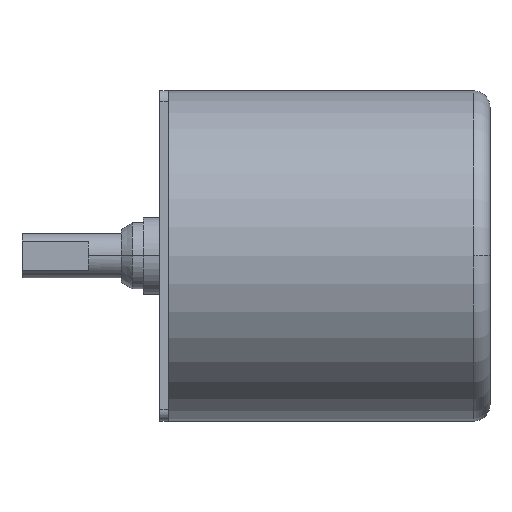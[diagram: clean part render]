
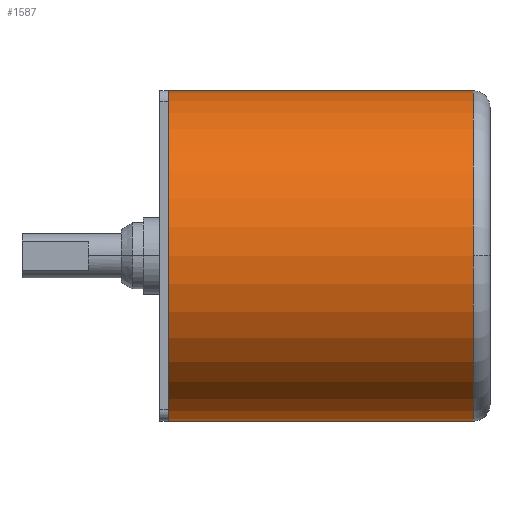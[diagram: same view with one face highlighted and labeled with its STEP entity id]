
A CAD part, top view. The second image highlights one B-rep face of the part: STEP entity #1587.
In plain terms, the highlighted cylindrical face has radius 30 mm (diameter 60 mm), a partial arc.
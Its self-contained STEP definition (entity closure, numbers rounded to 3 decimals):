
#659=CARTESIAN_POINT('POINT339',(1.6,30.,-10.));
#660=VERTEX_POINT('VERTEX339',#659);
#727=CARTESIAN_POINT('POINT344',(1.6,0.,
   20.));
#728=VERTEX_POINT('VERTEX344',#727);
#1076=CARTESIAN_POINT('POINT369',(1.6,-30.,-10.));
#1077=VERTEX_POINT('VERTEX369',#1076);
#1123=CARTESIAN_POINT('POS551',(1.6,0.,-10.));
#1124=DIRECTION('DIR851',(1.,0.,0.));
#1125=DIRECTION('DIR852',(0.,0.,-1.));
#1126=AXIS2_PLACEMENT_3D('AXIS301',#1123,#1124,#1125);
#1127=CIRCLE('ELLIPSE151',#1126,30.);
#1128=EDGE_CURVE('EDGE556',#728,#1077,#1127,.T.);
#1145=EDGE_CURVE('EDGE557',#660,#728,#1127,.T.);
#1499=CARTESIAN_POINT('POINT384',(57.,0.,
   20.));
#1500=VERTEX_POINT('VERTEX384',#1499);
#1508=CARTESIAN_POINT('POINT385',(57.,-30.,-10.));
#1509=VERTEX_POINT('VERTEX385',#1508);
#1510=CARTESIAN_POINT('POS575',(57.,0.,-10.));
#1511=DIRECTION('DIR885',(-1.,0.,0.));
#1512=DIRECTION('DIR886',(0.,0.,-1.));
#1513=AXIS2_PLACEMENT_3D('AXIS311',#1510,#1511,#1512);
#1514=CIRCLE('ELLIPSE154',#1513,30.);
#1515=EDGE_CURVE('EDGE583',#1509,#1500,#1514,.T.);
#1545=CARTESIAN_POINT('POINT387',(57.,30.,
   -10.));
#1546=VERTEX_POINT('VERTEX387',#1545);
#1554=CARTESIAN_POINT('POS580',(57.,0.,-10.));
#1555=DIRECTION('DIR895',(-1.,0.,0.));
#1556=DIRECTION('DIR896',(0.,0.,-1.));
#1557=AXIS2_PLACEMENT_3D('AXIS316',#1554,#1555,#1556);
#1558=CIRCLE('ELLIPSE158',#1557,30.);
#1559=EDGE_CURVE('EDGE587',#1500,#1546,#1558,.T.);
#1564=CARTESIAN_POINT('POS581',(25.,30.,-10.
   ));
#1565=DIRECTION('DIR897',(-1.,0.,
   0.));
#1566=VECTOR('VEC265',#1565,1.);
#1567=LINE('STRAIGHT265',#1564,#1566);
#1568=EDGE_CURVE('EDGE588',#1546,#660,#1567,.T.);
#1569=ORIENTED_EDGE('COEDGE1155',*,*,#1568,.T.);
#1570=ORIENTED_EDGE('COEDGE1156',*,*,#1145,.T.);
#1571=ORIENTED_EDGE('COEDGE1157',*,*,#1128,.T.);
#1572=CARTESIAN_POINT('POS582',(25.,-30.,-10.));
#1573=DIRECTION('DIR898',(1.,0.,
   0.));
#1574=VECTOR('VEC266',#1573,1.);
#1575=LINE('STRAIGHT266',#1572,#1574);
#1576=EDGE_CURVE('EDGE589',#1077,#1509,#1575,.T.);
#1577=ORIENTED_EDGE('COEDGE1158',*,*,#1576,.T.);
#1578=ORIENTED_EDGE('COEDGE1159',*,*,#1515,.T.);
#1579=ORIENTED_EDGE('COEDGE1160',*,*,#1559,.T.);
#1580=EDGE_LOOP('NONE',(#1569,#1570,#1571,#1577,#1578,#1579));
#1581=FACE_BOUND('LOOP1',#1580,.T.);
#1582=CARTESIAN_POINT('POS583',(25.,0.,
   -10.));
#1583=DIRECTION('DIR899',(-1.,0.,
   0.));
#1584=DIRECTION('DIR900',(0.,1.,0.));
#1585=AXIS2_PLACEMENT_3D('AXIS317',#1582,#1583,#1584);
#1586=CYLINDRICAL_SURFACE('CONE_SURF67',#1585,30.);
#1587=ADVANCED_FACE('FACE234',(#1581),#1586,.T.);
